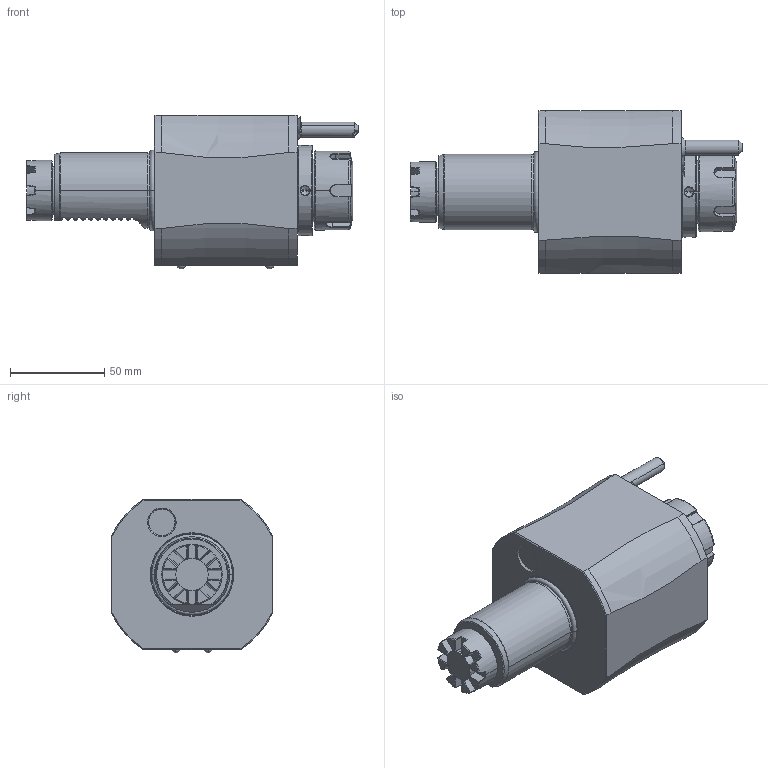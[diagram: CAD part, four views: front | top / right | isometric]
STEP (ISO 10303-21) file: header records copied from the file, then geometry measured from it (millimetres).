
FILE_DESCRIPTION((''),'2;1');
FILE_NAME('NGT1_40_141_25_1','2017-03-10T',('vali'),('NOVA GRUP'),'PRO/ENGINEER BY PARAMETRIC TECHNOLOGY CORPORATION, 2010280','PRO/ENGINEER BY PARAMETRIC TECHNOLOGY CORPORATION, 2010280','');
FILE_SCHEMA(('CONFIG_CONTROL_DESIGN'));
Length unit declared in the file: millimetre
Products named in the file (1): NGT1_40_141_25_1
Bounding box: 176.34 x 86 x 81.6 mm (x, y, z)
Volume: 588489.6 mm3; surface area: 52316.3 mm2
Topology: 1 solids, 1 shells, 346 faces, 905 edges, 566 vertices
Faces by surface type: plane 141, cone 61, cylinder 60, bspline 56, torus 22, sphere 6
Entity records: 14927 total; most frequent: CARTESIAN_POINT 7167, ORIENTED_EDGE 1786, DIRECTION 1329, EDGE_CURVE 893, VERTEX_POINT 566, AXIS2_PLACEMENT_3D 504, EDGE_LOOP 365, B_SPLINE_CURVE_WITH_KNOTS 358
